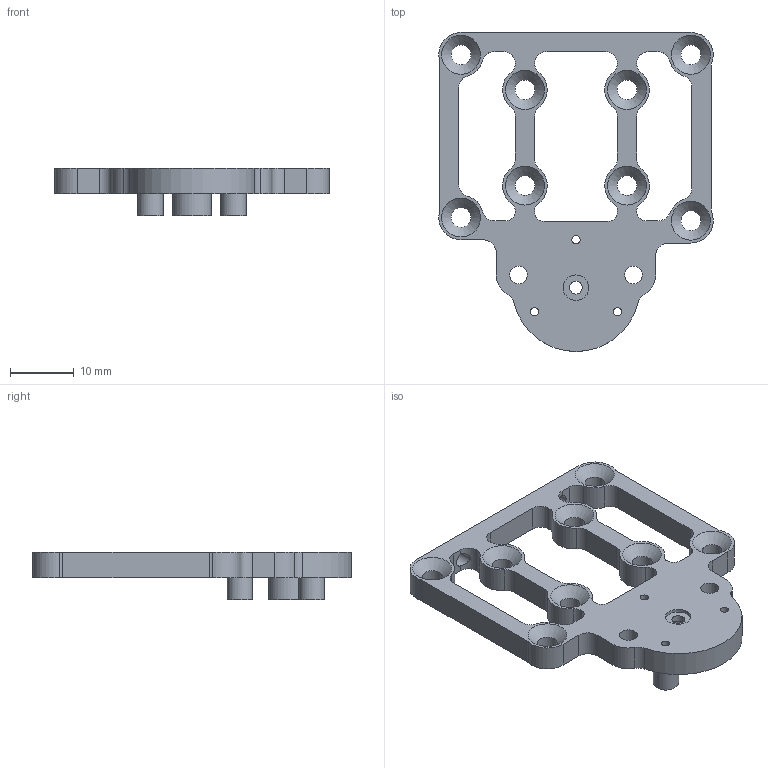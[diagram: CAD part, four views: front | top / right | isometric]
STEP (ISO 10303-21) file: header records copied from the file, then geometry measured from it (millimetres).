
FILE_DESCRIPTION(('FreeCAD Model'),'2;1');
FILE_NAME('Open CASCADE Shape Model','2023-12-26T10:31:22',('Author'),( ''),'Open CASCADE STEP processor 7.6','FreeCAD','Unknown');
FILE_SCHEMA(('AUTOMOTIVE_DESIGN { 1 0 10303 214 1 1 1 1 }'));
Length unit declared in the file: millimetre
Products named in the file (1): Fillet002
Bounding box: 42.99 x 50 x 7.5 mm (x, y, z)
Volume: 3915.1 mm3; surface area: 4187.3 mm2
Topology: 1 solids, 1 shells, 127 faces, 352 edges, 231 vertices
Faces by surface type: cylinder 82, plane 35, cone 8, bspline 2
Full cylindrical faces by diameter (mm): 1.3 x6, 2 x1, 2.3 x2, 2.8 x2, 3 x1, 3.1 x8, 4 x4, 6 x1
Entity records: 4443 total; most frequent: CARTESIAN_POINT 958, DIRECTION 763, ORIENTED_EDGE 704, EDGE_CURVE 352, AXIS2_PLACEMENT_3D 296, VERTEX_POINT 231, LINE 171, VECTOR 171
